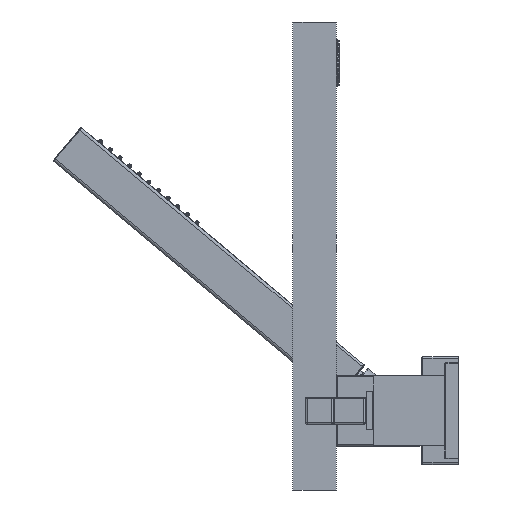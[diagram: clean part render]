
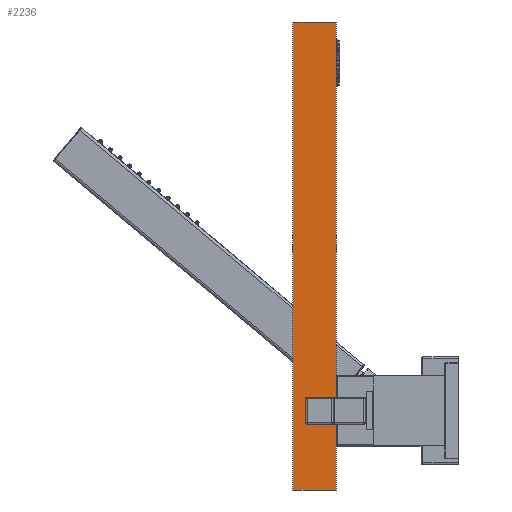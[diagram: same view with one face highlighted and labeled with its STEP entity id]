
A CAD part, left-side view. The second image highlights one B-rep face of the part: STEP entity #2236.
In plain terms, the highlighted planar face has unit normal (-1, 0, 0).
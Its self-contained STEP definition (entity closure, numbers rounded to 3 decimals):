
#314=DIRECTION('',(0.,0.,-1.));
#315=VECTOR('',#314,10.77);
#316=CARTESIAN_POINT('',(-1.125,2.81,8.945));
#317=LINE('',#316,#315);
#318=DIRECTION('',(0.,1.,0.));
#319=VECTOR('',#318,1.);
#320=CARTESIAN_POINT('',(-1.125,2.81,-1.825));
#321=LINE('',#320,#319);
#322=DIRECTION('',(0.,0.,1.));
#323=VECTOR('',#322,10.77);
#324=CARTESIAN_POINT('',(-1.125,3.81,-1.825));
#325=LINE('',#324,#323);
#326=DIRECTION('',(0.,-1.,0.));
#327=VECTOR('',#326,1.);
#328=CARTESIAN_POINT('',(-1.125,3.81,8.945));
#329=LINE('',#328,#327);
#1622=CARTESIAN_POINT('',(-1.125,3.81,-1.825));
#1623=CARTESIAN_POINT('',(-1.125,3.81,8.945));
#1624=VERTEX_POINT('',#1622);
#1625=VERTEX_POINT('',#1623);
#1630=CARTESIAN_POINT('',(-1.125,2.81,8.945));
#1631=CARTESIAN_POINT('',(-1.125,2.81,-1.825));
#1632=VERTEX_POINT('',#1630);
#1633=VERTEX_POINT('',#1631);
#2222=CARTESIAN_POINT('',(-1.125,3.31,-1.825));
#2223=DIRECTION('',(1.,0.,0.));
#2224=DIRECTION('',(0.,0.,-1.));
#2225=AXIS2_PLACEMENT_3D('',#2222,#2223,#2224);
#2226=PLANE('',#2225);
#2227=ORIENTED_EDGE('',*,*,#2192,.T.);
#2229=ORIENTED_EDGE('',*,*,#2228,.T.);
#2231=ORIENTED_EDGE('',*,*,#2230,.T.);
#2233=ORIENTED_EDGE('',*,*,#2232,.T.);
#2234=EDGE_LOOP('',(#2227,#2229,#2231,#2233));
#2235=FACE_OUTER_BOUND('',#2234,.F.);
#2236=ADVANCED_FACE('',(#2235),#2226,.F.);
#2192=EDGE_CURVE('',#1632,#1633,#317,.T.);
#2228=EDGE_CURVE('',#1633,#1624,#321,.T.);
#2230=EDGE_CURVE('',#1624,#1625,#325,.T.);
#2232=EDGE_CURVE('',#1625,#1632,#329,.T.);
